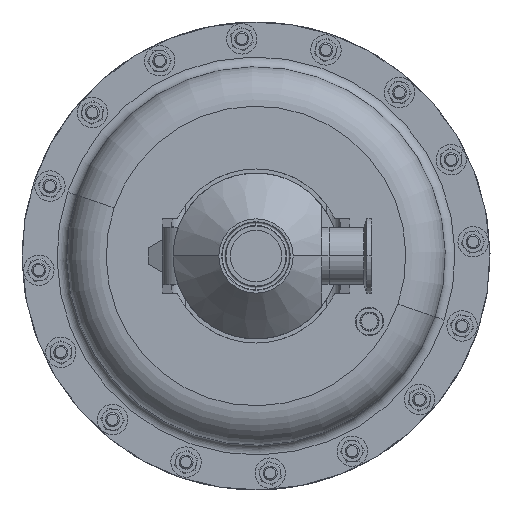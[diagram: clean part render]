
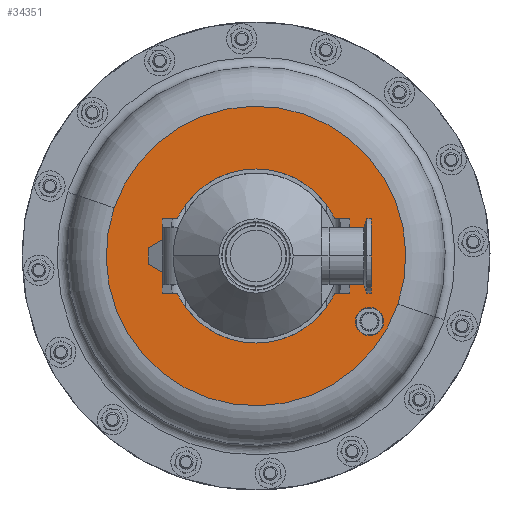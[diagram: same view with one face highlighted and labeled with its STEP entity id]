
A CAD part, front view. The second image highlights one B-rep face of the part: STEP entity #34351.
In plain terms, the highlighted planar face has unit normal (0, -1, 0).
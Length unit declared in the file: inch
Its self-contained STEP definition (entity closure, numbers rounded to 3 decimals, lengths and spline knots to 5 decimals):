
#649 = AXIS2_PLACEMENT_3D ( 'NONE', #5755, #21230, #11596 ) ;
#1182 = DIRECTION ( 'NONE',  ( 0.947, 0., -0.321 ) ) ;
#2768 = VERTEX_POINT ( 'NONE', #12464 ) ;
#2798 = AXIS2_PLACEMENT_3D ( 'NONE', #26641, #23995, #1182 ) ;
#3139 = CIRCLE ( 'NONE', #649, 0.375 ) ;
#3342 = FACE_BOUND ( 'NONE', #28090, .T. ) ;
#3824 = DIRECTION ( 'NONE',  ( 0.947, 0., -0.321 ) ) ;
#4024 = ORIENTED_EDGE ( 'NONE', *, *, #20649, .T. ) ;
#4106 = EDGE_CURVE ( 'NONE', #28879, #20055, #32304, .T. ) ;
#4978 = AXIS2_PLACEMENT_3D ( 'NONE', #22338, #38476, #3824 ) ;
#5718 = AXIS2_PLACEMENT_3D ( 'NONE', #15716, #24204, #36995 ) ;
#5755 = CARTESIAN_POINT ( 'NONE',  ( 3.03109, 9.66, -1.75 ) ) ;
#6052 = ORIENTED_EDGE ( 'NONE', *, *, #27147, .T. ) ;
#6712 = EDGE_LOOP ( 'NONE', ( #9209, #24294 ) ) ;
#7311 = FACE_BOUND ( 'NONE', #6712, .T. ) ;
#9209 = ORIENTED_EDGE ( 'NONE', *, *, #18413, .F. ) ;
#9858 = DIRECTION ( 'NONE',  ( -0.947, 0., 0.321 ) ) ;
#11428 = CARTESIAN_POINT ( 'NONE',  ( 3.78772, 9.66, -1.28576 ) ) ;
#11596 = DIRECTION ( 'NONE',  ( 0.249, 0., -0.969 ) ) ;
#12392 = AXIS2_PLACEMENT_3D ( 'NONE', #35955, #35679, #20256 ) ;
#12464 = CARTESIAN_POINT ( 'NONE',  ( 3.1244, 9.66, -2.11321 ) ) ;
#15716 = CARTESIAN_POINT ( 'NONE',  ( 0., 9.66, 0. ) ) ;
#18413 = EDGE_CURVE ( 'NONE', #20055, #28879, #22003, .T. ) ;
#19037 = VERTEX_POINT ( 'NONE', #11428 ) ;
#19748 = ORIENTED_EDGE ( 'NONE', *, *, #35562, .F. ) ;
#20055 = VERTEX_POINT ( 'NONE', #36363 ) ;
#20256 = DIRECTION ( 'NONE',  ( 0.249, 0., -0.969 ) ) ;
#20406 = CIRCLE ( 'NONE', #12392, 0.375 ) ;
#20649 = EDGE_CURVE ( 'NONE', #2768, #37843, #20406, .T. ) ;
#20971 = DIRECTION ( 'NONE',  ( 0., 0., -1. ) ) ;
#21230 = DIRECTION ( 'NONE',  ( 0., 1., 0. ) ) ;
#21678 = CIRCLE ( 'NONE', #2798, 4. ) ;
#22003 = CIRCLE ( 'NONE', #39263, 2.325 ) ;
#22338 = CARTESIAN_POINT ( 'NONE',  ( 0., 9.66, 0. ) ) ;
#23033 = CIRCLE ( 'NONE', #4978, 4. ) ;
#23250 = AXIS2_PLACEMENT_3D ( 'NONE', #31314, #35178, #9858 ) ;
#23995 = DIRECTION ( 'NONE',  ( 0., 1., 0. ) ) ;
#24041 = CARTESIAN_POINT ( 'NONE',  ( 0., 9.66, 2.325 ) ) ;
#24204 = DIRECTION ( 'NONE',  ( 0., -1., 0. ) ) ;
#24294 = ORIENTED_EDGE ( 'NONE', *, *, #4106, .F. ) ;
#26641 = CARTESIAN_POINT ( 'NONE',  ( 0., 9.66, 0. ) ) ;
#27147 = EDGE_CURVE ( 'NONE', #37843, #2768, #3139, .T. ) ;
#28090 = EDGE_LOOP ( 'NONE', ( #4024, #6052 ) ) ;
#28879 = VERTEX_POINT ( 'NONE', #24041 ) ;
#30223 = CARTESIAN_POINT ( 'NONE',  ( -3.78772, 9.66, 1.28576 ) ) ;
#31314 = CARTESIAN_POINT ( 'NONE',  ( -1.28576, 9.66, -3.78772 ) ) ;
#31418 = ORIENTED_EDGE ( 'NONE', *, *, #37532, .F. ) ;
#31730 = FACE_OUTER_BOUND ( 'NONE', #36877, .T. ) ;
#32304 = CIRCLE ( 'NONE', #5718, 2.325 ) ;
#34351 = ADVANCED_FACE ( 'NONE', ( #7311, #31730, #3342 ), #40798, .T. ) ;
#35178 = DIRECTION ( 'NONE',  ( 0., -1., 0. ) ) ;
#35562 = EDGE_CURVE ( 'NONE', #40613, #19037, #21678, .T. ) ;
#35679 = DIRECTION ( 'NONE',  ( 0., 1., 0. ) ) ;
#35955 = CARTESIAN_POINT ( 'NONE',  ( 3.03109, 9.66, -1.75 ) ) ;
#36363 = CARTESIAN_POINT ( 'NONE',  ( 0., 9.66, -2.325 ) ) ;
#36518 = DIRECTION ( 'NONE',  ( 0., -1., 0. ) ) ;
#36662 = CARTESIAN_POINT ( 'NONE',  ( 0., 9.66, 0. ) ) ;
#36877 = EDGE_LOOP ( 'NONE', ( #31418, #19748 ) ) ;
#36995 = DIRECTION ( 'NONE',  ( 0., 0., -1. ) ) ;
#37532 = EDGE_CURVE ( 'NONE', #19037, #40613, #23033, .T. ) ;
#37843 = VERTEX_POINT ( 'NONE', #40285 ) ;
#38476 = DIRECTION ( 'NONE',  ( 0., 1., 0. ) ) ;
#39263 = AXIS2_PLACEMENT_3D ( 'NONE', #36662, #36518, #20971 ) ;
#40285 = CARTESIAN_POINT ( 'NONE',  ( 2.93778, 9.66, -1.38679 ) ) ;
#40613 = VERTEX_POINT ( 'NONE', #30223 ) ;
#40798 = PLANE ( 'NONE',  #23250 ) ;
